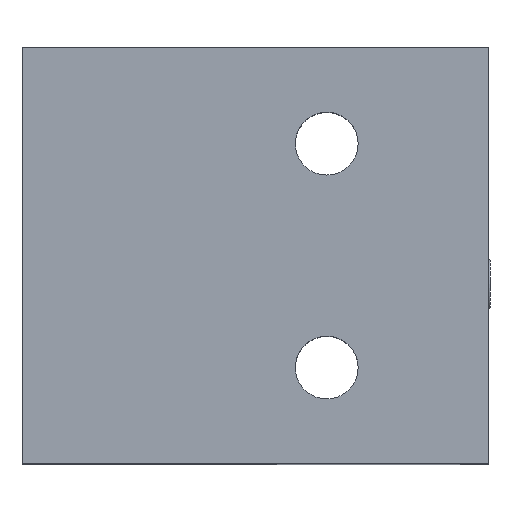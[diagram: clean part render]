
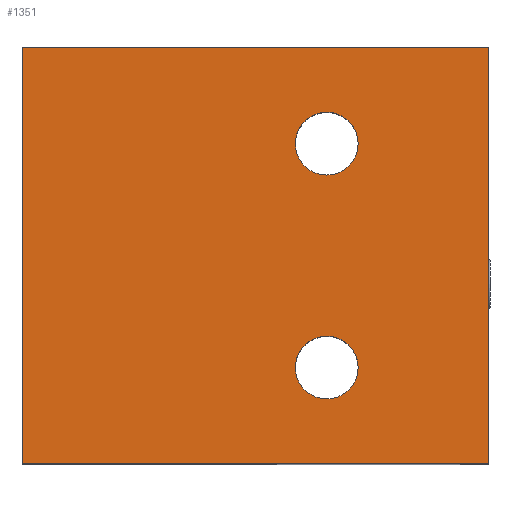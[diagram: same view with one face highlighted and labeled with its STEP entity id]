
A CAD part, top view. The second image highlights one B-rep face of the part: STEP entity #1351.
In plain terms, the highlighted planar face has unit normal (0, 0, 1).
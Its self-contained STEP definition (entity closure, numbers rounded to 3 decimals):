
#84=FACE_BOUND('',#310,.T.);
#85=FACE_BOUND('',#311,.T.);
#119=CIRCLE('',#1509,5.053);
#121=CIRCLE('',#1512,5.053);
#211=FACE_OUTER_BOUND('',#309,.T.);
#309=EDGE_LOOP('',(#1150,#1151,#1152,#1153));
#310=EDGE_LOOP('',(#1154));
#311=EDGE_LOOP('',(#1155));
#369=LINE('',#2186,#484);
#390=LINE('',#2230,#505);
#414=LINE('',#2360,#529);
#418=LINE('',#2367,#533);
#484=VECTOR('',#1745,10.);
#505=VECTOR('',#1780,10.);
#529=VECTOR('',#1886,10.);
#533=VECTOR('',#1894,10.);
#606=VERTEX_POINT('',#2183);
#607=VERTEX_POINT('',#2185);
#623=VERTEX_POINT('',#2228);
#633=VERTEX_POINT('',#2294);
#635=VERTEX_POINT('',#2300);
#652=VERTEX_POINT('',#2359);
#752=EDGE_CURVE('',#607,#606,#369,.T.);
#774=EDGE_CURVE('',#623,#606,#390,.T.);
#790=EDGE_CURVE('',#633,#633,#119,.T.);
#793=EDGE_CURVE('',#635,#635,#121,.T.);
#821=EDGE_CURVE('',#607,#652,#414,.T.);
#825=EDGE_CURVE('',#652,#623,#418,.T.);
#1150=ORIENTED_EDGE('',*,*,#825,.F.);
#1151=ORIENTED_EDGE('',*,*,#821,.F.);
#1152=ORIENTED_EDGE('',*,*,#752,.T.);
#1153=ORIENTED_EDGE('',*,*,#774,.F.);
#1154=ORIENTED_EDGE('',*,*,#790,.T.);
#1155=ORIENTED_EDGE('',*,*,#793,.T.);
#1280=PLANE('',#1542);
#1351=ADVANCED_FACE('',(#211,#84,#85),#1280,.T.);
#1509=AXIS2_PLACEMENT_3D('',#2296,#1811,#1812);
#1512=AXIS2_PLACEMENT_3D('',#2302,#1818,#1819);
#1542=AXIS2_PLACEMENT_3D('',#2369,#1897,#1898);
#1745=DIRECTION('',(0.,-1.,0.));
#1780=DIRECTION('',(-1.,0.,0.));
#1811=DIRECTION('center_axis',(0.,0.,-1.));
#1812=DIRECTION('ref_axis',(-1.,0.,0.));
#1818=DIRECTION('center_axis',(0.,0.,-1.));
#1819=DIRECTION('ref_axis',(-1.,0.,0.));
#1886=DIRECTION('',(1.,0.,0.));
#1894=DIRECTION('',(0.,-1.,0.));
#1897=DIRECTION('center_axis',(0.,0.,1.));
#1898=DIRECTION('ref_axis',(1.,0.,0.));
#2183=CARTESIAN_POINT('',(-38.,-33.5,36.));
#2185=CARTESIAN_POINT('',(-38.,33.5,36.));
#2186=CARTESIAN_POINT('',(-38.,-33.5,36.));
#2228=CARTESIAN_POINT('',(37.,-33.5,36.));
#2230=CARTESIAN_POINT('',(-37.,-33.5,36.));
#2294=CARTESIAN_POINT('',(16.053,18.,36.));
#2296=CARTESIAN_POINT('Origin',(11.,18.,36.));
#2300=CARTESIAN_POINT('',(16.053,-18.,36.));
#2302=CARTESIAN_POINT('Origin',(11.,-18.,36.));
#2359=CARTESIAN_POINT('',(37.,33.5,36.));
#2360=CARTESIAN_POINT('',(-37.,33.5,36.));
#2367=CARTESIAN_POINT('',(37.,33.5,36.));
#2369=CARTESIAN_POINT('Origin',(0.,0.,
36.));
